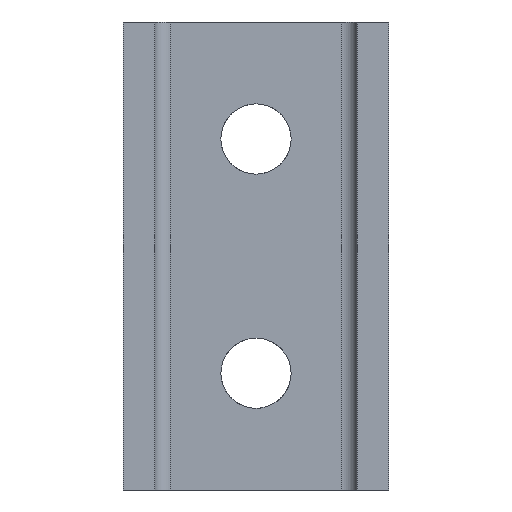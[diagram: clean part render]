
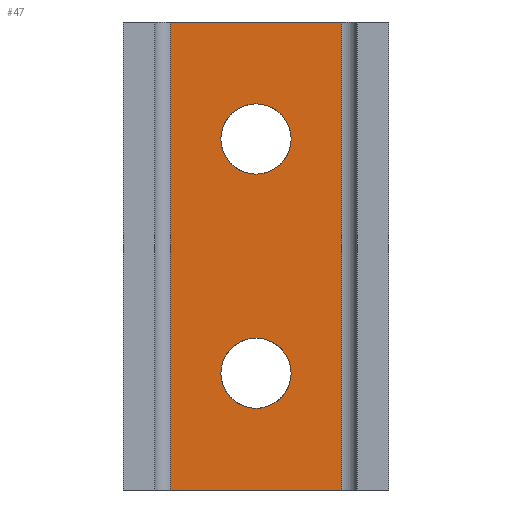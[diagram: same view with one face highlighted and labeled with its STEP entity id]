
A CAD part, front view. The second image highlights one B-rep face of the part: STEP entity #47.
In plain terms, the highlighted planar face has unit normal (0, -1, 0).
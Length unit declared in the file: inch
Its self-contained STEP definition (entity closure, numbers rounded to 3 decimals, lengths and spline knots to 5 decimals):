
#47=ADVANCED_FACE('',(#109,#110,#111),#112,.T.);
#109=FACE_BOUND('',#187,.T.);
#110=FACE_BOUND('',#188,.T.);
#111=FACE_OUTER_BOUND('',#189,.T.);
#112=PLANE('',#190);
#187=EDGE_LOOP('',(#343,#344,#345,#346));
#188=EDGE_LOOP('',(#347,#348,#349,#350));
#189=EDGE_LOOP('',(#351,#352,#353,#354));
#190=AXIS2_PLACEMENT_3D('',#355,#356,#357);
#343=ORIENTED_EDGE('',*,*,#516,.T.);
#344=ORIENTED_EDGE('',*,*,#517,.T.);
#345=ORIENTED_EDGE('',*,*,#518,.T.);
#346=ORIENTED_EDGE('',*,*,#519,.T.);
#347=ORIENTED_EDGE('',*,*,#520,.T.);
#348=ORIENTED_EDGE('',*,*,#521,.T.);
#349=ORIENTED_EDGE('',*,*,#522,.T.);
#350=ORIENTED_EDGE('',*,*,#523,.T.);
#351=ORIENTED_EDGE('',*,*,#524,.T.);
#352=ORIENTED_EDGE('',*,*,#525,.F.);
#353=ORIENTED_EDGE('',*,*,#526,.F.);
#354=ORIENTED_EDGE('',*,*,#527,.T.);
#355=CARTESIAN_POINT('',(0.53125,0.40626,0.0));
#356=DIRECTION('',(0.0,-1.0,0.0));
#357=DIRECTION('',(1.0,0.0,-0.0));
#516=EDGE_CURVE('',#599,#600,#601,.T.);
#517=EDGE_CURVE('',#600,#602,#603,.T.);
#518=EDGE_CURVE('',#602,#604,#605,.T.);
#519=EDGE_CURVE('',#604,#599,#606,.T.);
#520=EDGE_CURVE('',#607,#608,#609,.T.);
#521=EDGE_CURVE('',#608,#610,#611,.T.);
#522=EDGE_CURVE('',#610,#612,#613,.T.);
#523=EDGE_CURVE('',#612,#607,#614,.T.);
#524=EDGE_CURVE('',#615,#616,#617,.T.);
#525=EDGE_CURVE('',#618,#616,#619,.T.);
#526=EDGE_CURVE('',#620,#618,#621,.T.);
#527=EDGE_CURVE('',#620,#615,#622,.T.);
#599=VERTEX_POINT('',#722);
#600=VERTEX_POINT('',#723);
#601=B_SPLINE_CURVE_WITH_KNOTS('',3,(#724,#725,#726,#727),.UNSPECIFIED.,.F.,.F.,(4,4),(0.0,1.0),.UNSPECIFIED.);
#602=VERTEX_POINT('',#728);
#603=B_SPLINE_CURVE_WITH_KNOTS('',3,(#729,#730,#731,#732),.UNSPECIFIED.,.F.,.F.,(4,4),(0.0,1.0),.UNSPECIFIED.);
#604=VERTEX_POINT('',#733);
#605=B_SPLINE_CURVE_WITH_KNOTS('',3,(#734,#735,#736,#737),.UNSPECIFIED.,.F.,.F.,(4,4),(0.0,1.0),.UNSPECIFIED.);
#606=B_SPLINE_CURVE_WITH_KNOTS('',3,(#738,#739,#740,#741),.UNSPECIFIED.,.F.,.F.,(4,4),(0.0,1.0),.UNSPECIFIED.);
#607=VERTEX_POINT('',#742);
#608=VERTEX_POINT('',#743);
#609=B_SPLINE_CURVE_WITH_KNOTS('',3,(#744,#745,#746,#747),.UNSPECIFIED.,.F.,.F.,(4,4),(0.0,1.0),.UNSPECIFIED.);
#610=VERTEX_POINT('',#748);
#611=B_SPLINE_CURVE_WITH_KNOTS('',3,(#749,#750,#751,#752),.UNSPECIFIED.,.F.,.F.,(4,4),(0.0,1.0),.UNSPECIFIED.);
#612=VERTEX_POINT('',#753);
#613=B_SPLINE_CURVE_WITH_KNOTS('',3,(#754,#755,#756,#757),.UNSPECIFIED.,.F.,.F.,(4,4),(0.0,1.0),.UNSPECIFIED.);
#614=B_SPLINE_CURVE_WITH_KNOTS('',3,(#758,#759,#760,#761),.UNSPECIFIED.,.F.,.F.,(4,4),(0.0,1.0),.UNSPECIFIED.);
#615=VERTEX_POINT('',#762);
#616=VERTEX_POINT('',#763);
#617=LINE('',#764,#765);
#618=VERTEX_POINT('',#766);
#619=LINE('',#767,#768);
#620=VERTEX_POINT('',#769);
#621=LINE('',#770,#771);
#622=LINE('',#772,#773);
#722=CARTESIAN_POINT('',(0.3906,0.40626,0.46804));
#723=CARTESIAN_POINT('',(0.53125,0.40626,0.60867));
#724=CARTESIAN_POINT('',(0.3906,0.40626,0.46804));
#725=CARTESIAN_POINT('',(0.3906,0.40626,0.54571));
#726=CARTESIAN_POINT('',(0.45357,0.40626,0.60867));
#727=CARTESIAN_POINT('',(0.53125,0.40626,0.60867));
#728=CARTESIAN_POINT('',(0.6719,0.40626,0.46804));
#729=CARTESIAN_POINT('',(0.53125,0.40626,0.60867));
#730=CARTESIAN_POINT('',(0.60893,0.40626,0.60867));
#731=CARTESIAN_POINT('',(0.6719,0.40626,0.54571));
#732=CARTESIAN_POINT('',(0.6719,0.40626,0.46804));
#733=CARTESIAN_POINT('',(0.53125,0.40626,0.32742));
#734=CARTESIAN_POINT('',(0.6719,0.40626,0.46804));
#735=CARTESIAN_POINT('',(0.6719,0.40626,0.39038));
#736=CARTESIAN_POINT('',(0.60893,0.40626,0.32742));
#737=CARTESIAN_POINT('',(0.53125,0.40626,0.32742));
#738=CARTESIAN_POINT('',(0.53125,0.40626,0.32742));
#739=CARTESIAN_POINT('',(0.45357,0.40626,0.32742));
#740=CARTESIAN_POINT('',(0.3906,0.40626,0.39038));
#741=CARTESIAN_POINT('',(0.3906,0.40626,0.46804));
#742=CARTESIAN_POINT('',(0.3906,0.40626,1.40625));
#743=CARTESIAN_POINT('',(0.53125,0.40626,1.54688));
#744=CARTESIAN_POINT('',(0.3906,0.40626,1.40625));
#745=CARTESIAN_POINT('',(0.3906,0.40626,1.48391));
#746=CARTESIAN_POINT('',(0.45357,0.40626,1.54688));
#747=CARTESIAN_POINT('',(0.53125,0.40626,1.54688));
#748=CARTESIAN_POINT('',(0.6719,0.40626,1.40625));
#749=CARTESIAN_POINT('',(0.53125,0.40626,1.54688));
#750=CARTESIAN_POINT('',(0.60893,0.40626,1.54688));
#751=CARTESIAN_POINT('',(0.6719,0.40626,1.48391));
#752=CARTESIAN_POINT('',(0.6719,0.40626,1.40625));
#753=CARTESIAN_POINT('',(0.53125,0.40626,1.26563));
#754=CARTESIAN_POINT('',(0.6719,0.40626,1.40625));
#755=CARTESIAN_POINT('',(0.6719,0.40626,1.32859));
#756=CARTESIAN_POINT('',(0.60893,0.40626,1.26563));
#757=CARTESIAN_POINT('',(0.53125,0.40626,1.26563));
#758=CARTESIAN_POINT('',(0.53125,0.40626,1.26563));
#759=CARTESIAN_POINT('',(0.45357,0.40626,1.26563));
#760=CARTESIAN_POINT('',(0.3906,0.40626,1.32859));
#761=CARTESIAN_POINT('',(0.3906,0.40626,1.40625));
#762=CARTESIAN_POINT('',(0.875,0.40626,1.875));
#763=CARTESIAN_POINT('',(0.1875,0.40626,1.875));
#764=CARTESIAN_POINT('',(0.875,0.40626,1.875));
#765=VECTOR('',#952,1.0);
#766=CARTESIAN_POINT('',(0.1875,0.40626,0.0));
#767=CARTESIAN_POINT('',(0.1875,0.40626,0.0));
#768=VECTOR('',#953,1.0);
#769=CARTESIAN_POINT('',(0.875,0.40626,0.0));
#770=CARTESIAN_POINT('',(0.875,0.40626,0.0));
#771=VECTOR('',#954,1.0);
#772=CARTESIAN_POINT('',(0.875,0.40626,0.0));
#773=VECTOR('',#955,1.0);
#952=DIRECTION('',(-1.0,0.0,0.0));
#953=DIRECTION('',(0.0,0.0,1.0));
#954=DIRECTION('',(-1.0,0.0,0.0));
#955=DIRECTION('',(0.0,0.0,1.0));
